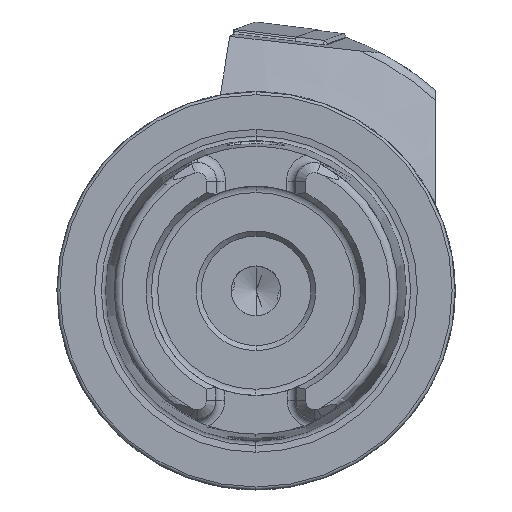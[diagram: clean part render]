
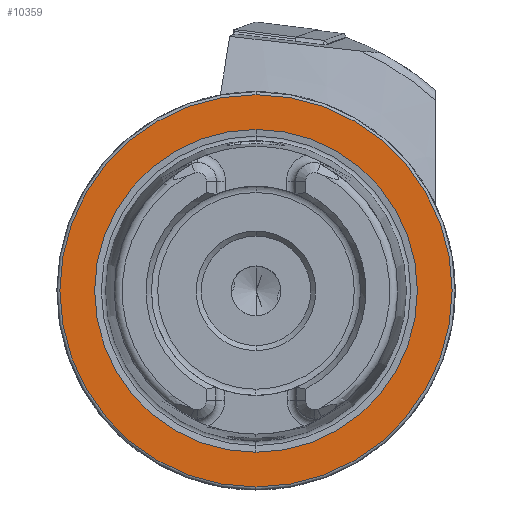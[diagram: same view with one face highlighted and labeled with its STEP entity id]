
A CAD part, left-side view. The second image highlights one B-rep face of the part: STEP entity #10359.
In plain terms, the highlighted planar face has unit normal (-1, 0, 0).
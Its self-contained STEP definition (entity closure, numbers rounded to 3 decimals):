
#19 = CARTESIAN_POINT ( 'NONE',  ( 0., 0., 0. ) ) ;
#20 = DIRECTION ( 'NONE',  ( -1., 0., 0. ) ) ;
#21 = DIRECTION ( 'NONE',  ( 0., 0., 1. ) ) ;
#120 = CARTESIAN_POINT ( 'NONE',  ( 0., 0., 0. ) ) ;
#121 = DIRECTION ( 'NONE',  ( -1., 0., 0. ) ) ;
#122 = DIRECTION ( 'NONE',  ( 0., 0., 1. ) ) ;
#312 = EDGE_LOOP ( 'NONE', ( #8318, #8319 ) ) ;
#1740 = AXIS2_PLACEMENT_3D ( 'NONE', #19, #20, #21 ) ;
#1751 = AXIS2_PLACEMENT_3D ( 'NONE', #120, #121, #122 ) ;
#2349 = CIRCLE ( 'NONE', #1740, 19.7 ) ;
#2378 = CIRCLE ( 'NONE', #1751, 16.207 ) ;
#2691 = CARTESIAN_POINT ( 'NONE',  ( 0., 0., -16.207 ) ) ;
#3293 = CARTESIAN_POINT ( 'NONE',  ( 0., 19.7, 0. ) ) ;
#3296 = PLANE ( 'NONE',  #7160 ) ;
#3298 = DIRECTION ( 'NONE',  ( 1., 0., 0. ) ) ;
#3299 = DIRECTION ( 'NONE',  ( 0., 0., -1. ) ) ;
#3560 = FACE_OUTER_BOUND ( 'NONE', #312, .T. ) ;
#3565 = FACE_BOUND ( 'NONE', #5080, .T. ) ;
#5080 = EDGE_LOOP ( 'NONE', ( #5896, #8317 ) ) ;
#5753 = VERTEX_POINT ( 'NONE', #12362 ) ;
#5772 = VERTEX_POINT ( 'NONE', #12381 ) ;
#5788 = VERTEX_POINT ( 'NONE', #12397 ) ;
#5896 = ORIENTED_EDGE ( 'NONE', *, *, #6457, .F. ) ;
#6457 = EDGE_CURVE ( 'NONE', #5788, #7842, #12018, .T. ) ;
#6460 = EDGE_CURVE ( 'NONE', #5753, #5772, #12020, .T. ) ;
#6920 = AXIS2_PLACEMENT_3D ( 'NONE', #11852, #11853, #11854 ) ;
#6923 = AXIS2_PLACEMENT_3D ( 'NONE', #11861, #11862, #11863 ) ;
#7160 = AXIS2_PLACEMENT_3D ( 'NONE', #3293, #3298, #3299 ) ;
#7842 = VERTEX_POINT ( 'NONE', #2691 ) ;
#8317 = ORIENTED_EDGE ( 'NONE', *, *, #13493, .F. ) ;
#8318 = ORIENTED_EDGE ( 'NONE', *, *, #13467, .T. ) ;
#8319 = ORIENTED_EDGE ( 'NONE', *, *, #6460, .T. ) ;
#10359 = ADVANCED_FACE ( 'NONE', ( #3565, #3560 ), #3296, .F. ) ;
#11852 = CARTESIAN_POINT ( 'NONE',  ( 0., 0., 0. ) ) ;
#11853 = DIRECTION ( 'NONE',  ( -1., 0., 0. ) ) ;
#11854 = DIRECTION ( 'NONE',  ( 0., 0., 1. ) ) ;
#11861 = CARTESIAN_POINT ( 'NONE',  ( 0., 0., 0. ) ) ;
#11862 = DIRECTION ( 'NONE',  ( -1., 0., 0. ) ) ;
#11863 = DIRECTION ( 'NONE',  ( 0., 0., 1. ) ) ;
#12018 = CIRCLE ( 'NONE', #6920, 16.207 ) ;
#12020 = CIRCLE ( 'NONE', #6923, 19.7 ) ;
#12362 = CARTESIAN_POINT ( 'NONE',  ( 0., 0., -19.7 ) ) ;
#12381 = CARTESIAN_POINT ( 'NONE',  ( 0., 0., 19.7 ) ) ;
#12397 = CARTESIAN_POINT ( 'NONE',  ( 0., 0., 16.207 ) ) ;
#13467 = EDGE_CURVE ( 'NONE', #5772, #5753, #2349, .T. ) ;
#13493 = EDGE_CURVE ( 'NONE', #7842, #5788, #2378, .T. ) ;
